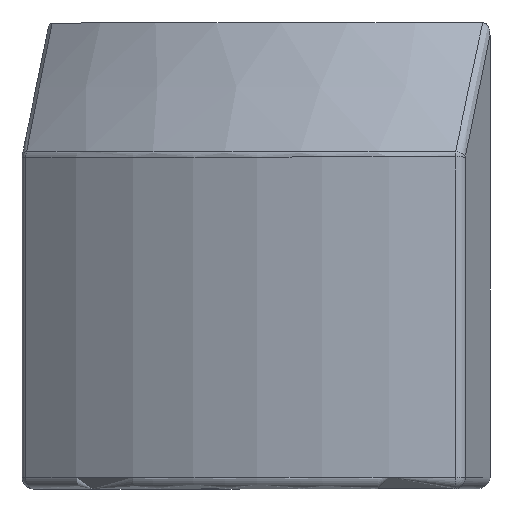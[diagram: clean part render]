
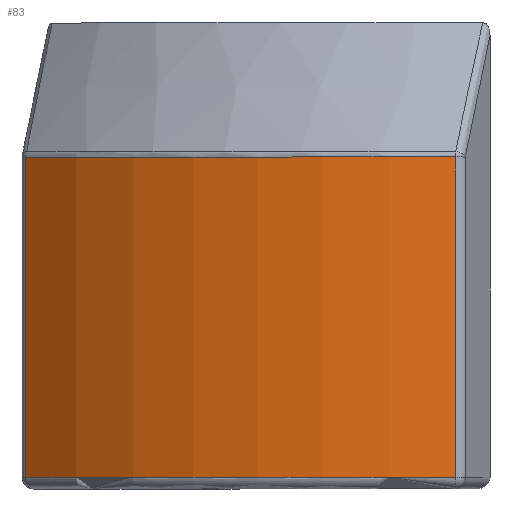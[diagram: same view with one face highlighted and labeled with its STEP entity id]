
A CAD part, top view. The second image highlights one B-rep face of the part: STEP entity #83.
In plain terms, the highlighted cylindrical face has radius 88 mm (diameter 176 mm), a partial arc.
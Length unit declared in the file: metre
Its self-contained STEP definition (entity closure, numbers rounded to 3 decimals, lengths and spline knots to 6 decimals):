
#83 = ADVANCED_FACE( '', ( #110 ), #111, .T. );
#110 = FACE_OUTER_BOUND( '', #182, .T. );
#111 = CYLINDRICAL_SURFACE( '', #183, 0.088 );
#182 = EDGE_LOOP( '', ( #289, #290, #291, #292 ) );
#183 = AXIS2_PLACEMENT_3D( '', #293, #294, #295 );
#289 = ORIENTED_EDGE( '', *, *, #382, .T. );
#290 = ORIENTED_EDGE( '', *, *, #383, .T. );
#291 = ORIENTED_EDGE( '', *, *, #377, .T. );
#292 = ORIENTED_EDGE( '', *, *, #384, .T. );
#293 = CARTESIAN_POINT( '', ( 0., 0.14, 0. ) );
#294 = DIRECTION( '', ( 0., 1., 0. ) );
#295 = DIRECTION( '', ( 0., 0., -1. ) );
#377 = EDGE_CURVE( '', #429, #410, #430, .T. );
#382 = EDGE_CURVE( '', #413, #434, #436, .F. );
#383 = EDGE_CURVE( '', #434, #429, #437, .T. );
#384 = EDGE_CURVE( '', #410, #413, #438, .F. );
#410 = VERTEX_POINT( '', #532 );
#413 = VERTEX_POINT( '', #535 );
#429 = VERTEX_POINT( '', #584 );
#430 = CIRCLE( '', #585, 0.088 );
#434 = VERTEX_POINT( '', #589 );
#436 = CIRCLE( '', #591, 0.088 );
#437 = LINE( '', #592, #593 );
#438 = LINE( '', #594, #595 );
#532 = CARTESIAN_POINT( '', ( 0.012525, 0.062, 0.087104 ) );
#535 = CARTESIAN_POINT( '', ( 0.012525, 0.116947, 0.087104 ) );
#584 = CARTESIAN_POINT( '', ( -0.061332, 0.062, 0.063106 ) );
#585 = AXIS2_PLACEMENT_3D( '', #701, #702, #703 );
#589 = CARTESIAN_POINT( '', ( -0.061332, 0.116947, 0.063106 ) );
#591 = AXIS2_PLACEMENT_3D( '', #716, #717, #718 );
#592 = CARTESIAN_POINT( '', ( -0.061332, 0.14, 0.063106 ) );
#593 = VECTOR( '', #719, 1. );
#594 = CARTESIAN_POINT( '', ( 0.012525, 0.14, 0.087104 ) );
#595 = VECTOR( '', #720, 1. );
#701 = CARTESIAN_POINT( '', ( 0., 0.062, 0. ) );
#702 = DIRECTION( '', ( 0., 1., 0. ) );
#703 = DIRECTION( '', ( 0., 0., 1. ) );
#716 = CARTESIAN_POINT( '', ( 0., 0.116947, 0. ) );
#717 = DIRECTION( '', ( 0., 1., 0. ) );
#718 = DIRECTION( '', ( 0., 0., 1. ) );
#719 = DIRECTION( '', ( 0., -1., 0. ) );
#720 = DIRECTION( '', ( 0., -1., 0. ) );
